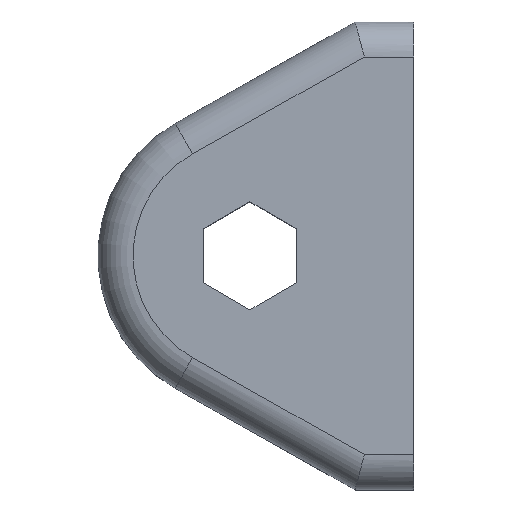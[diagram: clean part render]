
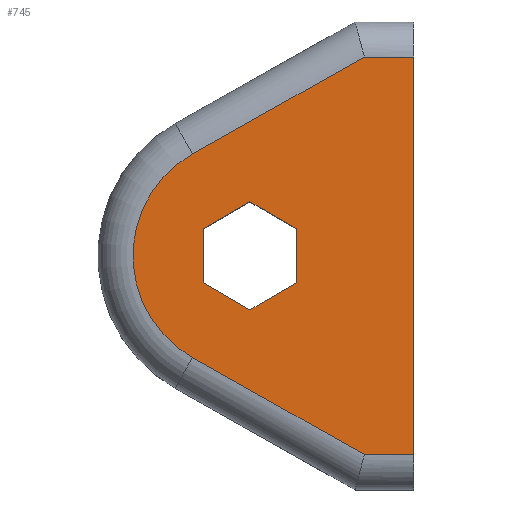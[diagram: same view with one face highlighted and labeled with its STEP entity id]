
A CAD part, top view. The second image highlights one B-rep face of the part: STEP entity #745.
In plain terms, the highlighted planar face has unit normal (0, 0, 1).
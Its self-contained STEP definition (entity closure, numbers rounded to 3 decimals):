
#372 = VERTEX_POINT('',#373);
#373 = CARTESIAN_POINT('',(14.,17.,20.));
#380 = EDGE_CURVE('',#372,#381,#383,.T.);
#381 = VERTEX_POINT('',#382);
#382 = CARTESIAN_POINT('',(14.,-17.,20.));
#383 = LINE('',#384,#385);
#384 = CARTESIAN_POINT('',(14.,20.,20.));
#385 = VECTOR('',#386,1.);
#386 = DIRECTION('',(0.,-1.,0.));
#480 = VERTEX_POINT('',#481);
#481 = CARTESIAN_POINT('',(0.,4.619,20.));
#487 = EDGE_CURVE('',#480,#488,#490,.T.);
#488 = VERTEX_POINT('',#489);
#489 = CARTESIAN_POINT('',(-4.,2.309,20.));
#490 = LINE('',#491,#492);
#491 = CARTESIAN_POINT('',(0.,4.619,20.));
#492 = VECTOR('',#493,1.);
#493 = DIRECTION('',(-0.866,-0.5,0.));
#511 = VERTEX_POINT('',#512);
#512 = CARTESIAN_POINT('',(4.,2.309,20.));
#518 = EDGE_CURVE('',#511,#480,#519,.T.);
#519 = LINE('',#520,#521);
#520 = CARTESIAN_POINT('',(4.,2.309,20.));
#521 = VECTOR('',#522,1.);
#522 = DIRECTION('',(-0.866,0.5,0.));
#535 = EDGE_CURVE('',#488,#536,#538,.T.);
#536 = VERTEX_POINT('',#537);
#537 = CARTESIAN_POINT('',(-4.,-2.309,20.));
#538 = LINE('',#539,#540);
#539 = CARTESIAN_POINT('',(-4.,2.309,20.));
#540 = VECTOR('',#541,1.);
#541 = DIRECTION('',(0.,-1.,0.));
#559 = VERTEX_POINT('',#560);
#560 = CARTESIAN_POINT('',(4.,-2.309,20.));
#566 = EDGE_CURVE('',#559,#511,#567,.T.);
#567 = LINE('',#568,#569);
#568 = CARTESIAN_POINT('',(4.,-2.309,20.));
#569 = VECTOR('',#570,1.);
#570 = DIRECTION('',(0.,1.,0.));
#583 = EDGE_CURVE('',#536,#584,#586,.T.);
#584 = VERTEX_POINT('',#585);
#585 = CARTESIAN_POINT('',(0.,-4.619,20.));
#586 = LINE('',#587,#588);
#587 = CARTESIAN_POINT('',(-4.,-2.309,20.));
#588 = VECTOR('',#589,1.);
#589 = DIRECTION('',(0.866,-0.5,0.));
#607 = EDGE_CURVE('',#584,#559,#608,.T.);
#608 = LINE('',#609,#610);
#609 = CARTESIAN_POINT('',(0.,-4.619,20.));
#610 = VECTOR('',#611,1.);
#611 = DIRECTION('',(0.866,0.5,0.));
#624 = VERTEX_POINT('',#625);
#625 = CARTESIAN_POINT('',(-4.912,-8.71,20.));
#634 = VERTEX_POINT('',#635);
#635 = CARTESIAN_POINT('',(-4.912,8.71,20.));
#642 = EDGE_CURVE('',#624,#634,#643,.T.);
#643 = CIRCLE('',#644,10.);
#644 = AXIS2_PLACEMENT_3D('',#645,#646,#647);
#645 = CARTESIAN_POINT('',(0.,0.,20.));
#646 = DIRECTION('',(-0.,0.,-1.));
#647 = DIRECTION('',(-0.491,-0.871,0.));
#658 = VERTEX_POINT('',#659);
#659 = CARTESIAN_POINT('',(9.788,-17.,20.));
#666 = EDGE_CURVE('',#658,#624,#667,.T.);
#667 = LINE('',#668,#669);
#668 = CARTESIAN_POINT('',(10.474,-17.387,20.));
#669 = VECTOR('',#670,1.);
#670 = DIRECTION('',(-0.871,0.491,0.));
#710 = EDGE_CURVE('',#381,#658,#711,.T.);
#711 = LINE('',#712,#713);
#712 = CARTESIAN_POINT('',(14.,-17.,20.));
#713 = VECTOR('',#714,1.);
#714 = DIRECTION('',(-1.,0.,0.));
#725 = VERTEX_POINT('',#726);
#726 = CARTESIAN_POINT('',(9.788,17.,20.));
#735 = EDGE_CURVE('',#725,#372,#736,.T.);
#736 = LINE('',#737,#738);
#737 = CARTESIAN_POINT('',(9.,17.,20.));
#738 = VECTOR('',#739,1.);
#739 = DIRECTION('',(1.,0.,0.));
#745 = ADVANCED_FACE('',(#746,#759),#767,.T.);
#746 = FACE_BOUND('',#747,.T.);
#747 = EDGE_LOOP('',(#748,#749,#750,#756,#757,#758));
#748 = ORIENTED_EDGE('',*,*,#380,.F.);
#749 = ORIENTED_EDGE('',*,*,#735,.F.);
#750 = ORIENTED_EDGE('',*,*,#751,.F.);
#751 = EDGE_CURVE('',#634,#725,#752,.T.);
#752 = LINE('',#753,#754);
#753 = CARTESIAN_POINT('',(-4.912,8.71,20.));
#754 = VECTOR('',#755,1.);
#755 = DIRECTION('',(0.871,0.491,0.));
#756 = ORIENTED_EDGE('',*,*,#642,.F.);
#757 = ORIENTED_EDGE('',*,*,#666,.F.);
#758 = ORIENTED_EDGE('',*,*,#710,.F.);
#759 = FACE_BOUND('',#760,.F.);
#760 = EDGE_LOOP('',(#761,#762,#763,#764,#765,#766));
#761 = ORIENTED_EDGE('',*,*,#518,.T.);
#762 = ORIENTED_EDGE('',*,*,#487,.T.);
#763 = ORIENTED_EDGE('',*,*,#535,.T.);
#764 = ORIENTED_EDGE('',*,*,#583,.T.);
#765 = ORIENTED_EDGE('',*,*,#607,.T.);
#766 = ORIENTED_EDGE('',*,*,#566,.T.);
#767 = PLANE('',#768);
#768 = AXIS2_PLACEMENT_3D('',#769,#770,#771);
#769 = CARTESIAN_POINT('',(3.178,0.,20.));
#770 = DIRECTION('',(0.,0.,1.));
#771 = DIRECTION('',(1.,0.,0.));
